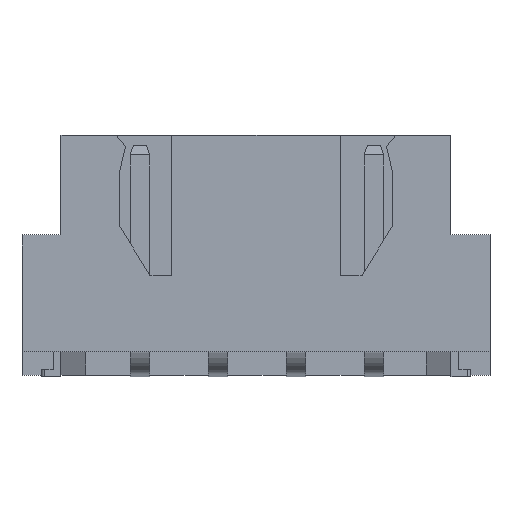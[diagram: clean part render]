
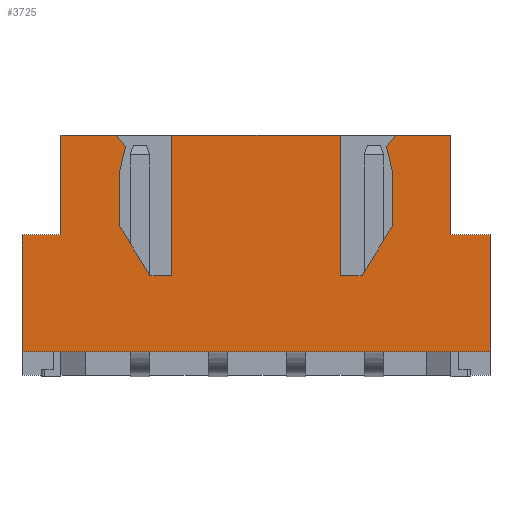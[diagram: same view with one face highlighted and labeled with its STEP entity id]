
A CAD part, front view. The second image highlights one B-rep face of the part: STEP entity #3725.
In plain terms, the highlighted planar face has unit normal (0, -1, 0).
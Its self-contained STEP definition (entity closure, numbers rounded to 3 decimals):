
#111=FACE_OUTER_BOUND('',#313,.T.);
#313=EDGE_LOOP('',(#2483,#2484,#2485,#2486,#2487,#2488,#2489,#2490,#2491,
#2492,#2493,#2494,#2495,#2496,#2497,#2498,#2499,#2500,#2501,#2502,#2503,
#2504));
#511=LINE('',#5182,#1019);
#515=LINE('',#5190,#1023);
#518=LINE('',#5196,#1026);
#521=LINE('',#5202,#1029);
#524=LINE('',#5208,#1032);
#527=LINE('',#5214,#1035);
#530=LINE('',#5221,#1038);
#534=LINE('',#5229,#1042);
#537=LINE('',#5235,#1045);
#540=LINE('',#5241,#1048);
#543=LINE('',#5247,#1051);
#546=LINE('',#5253,#1054);
#549=LINE('',#5259,#1057);
#550=LINE('',#5261,#1058);
#551=LINE('',#5263,#1059);
#552=LINE('',#5265,#1060);
#553=LINE('',#5267,#1061);
#554=LINE('',#5269,#1062);
#555=LINE('',#5271,#1063);
#556=LINE('',#5273,#1064);
#557=LINE('',#5274,#1065);
#558=LINE('',#5275,#1066);
#1019=VECTOR('',#4185,10.);
#1023=VECTOR('',#4191,10.);
#1026=VECTOR('',#4196,10.);
#1029=VECTOR('',#4201,10.);
#1032=VECTOR('',#4206,10.);
#1035=VECTOR('',#4211,10.);
#1038=VECTOR('',#4216,10.);
#1042=VECTOR('',#4222,10.);
#1045=VECTOR('',#4227,10.);
#1048=VECTOR('',#4232,10.);
#1051=VECTOR('',#4237,10.);
#1054=VECTOR('',#4242,10.);
#1057=VECTOR('',#4247,10.);
#1058=VECTOR('',#4248,10.);
#1059=VECTOR('',#4249,10.);
#1060=VECTOR('',#4250,10.);
#1061=VECTOR('',#4251,10.);
#1062=VECTOR('',#4252,10.);
#1063=VECTOR('',#4253,10.);
#1064=VECTOR('',#4254,10.);
#1065=VECTOR('',#4255,10.);
#1066=VECTOR('',#4256,10.);
#1527=VERTEX_POINT('',#5180);
#1528=VERTEX_POINT('',#5181);
#1531=VERTEX_POINT('',#5189);
#1533=VERTEX_POINT('',#5195);
#1535=VERTEX_POINT('',#5201);
#1537=VERTEX_POINT('',#5207);
#1539=VERTEX_POINT('',#5213);
#1541=VERTEX_POINT('',#5219);
#1542=VERTEX_POINT('',#5220);
#1545=VERTEX_POINT('',#5228);
#1547=VERTEX_POINT('',#5234);
#1549=VERTEX_POINT('',#5240);
#1551=VERTEX_POINT('',#5246);
#1553=VERTEX_POINT('',#5252);
#1555=VERTEX_POINT('',#5258);
#1556=VERTEX_POINT('',#5260);
#1557=VERTEX_POINT('',#5262);
#1558=VERTEX_POINT('',#5264);
#1559=VERTEX_POINT('',#5266);
#1560=VERTEX_POINT('',#5268);
#1561=VERTEX_POINT('',#5270);
#1562=VERTEX_POINT('',#5272);
#1887=EDGE_CURVE('',#1527,#1528,#511,.T.);
#1891=EDGE_CURVE('',#1531,#1527,#515,.T.);
#1894=EDGE_CURVE('',#1533,#1531,#518,.T.);
#1897=EDGE_CURVE('',#1535,#1533,#521,.T.);
#1900=EDGE_CURVE('',#1537,#1535,#524,.T.);
#1903=EDGE_CURVE('',#1539,#1537,#527,.T.);
#1906=EDGE_CURVE('',#1541,#1542,#530,.T.);
#1910=EDGE_CURVE('',#1545,#1541,#534,.T.);
#1913=EDGE_CURVE('',#1547,#1545,#537,.T.);
#1916=EDGE_CURVE('',#1549,#1547,#540,.T.);
#1919=EDGE_CURVE('',#1551,#1549,#543,.T.);
#1922=EDGE_CURVE('',#1542,#1553,#546,.T.);
#1925=EDGE_CURVE('',#1555,#1528,#549,.T.);
#1926=EDGE_CURVE('',#1556,#1555,#550,.T.);
#1927=EDGE_CURVE('',#1557,#1556,#551,.T.);
#1928=EDGE_CURVE('',#1558,#1557,#552,.T.);
#1929=EDGE_CURVE('',#1558,#1559,#553,.T.);
#1930=EDGE_CURVE('',#1559,#1560,#554,.T.);
#1931=EDGE_CURVE('',#1561,#1560,#555,.T.);
#1932=EDGE_CURVE('',#1561,#1562,#556,.T.);
#1933=EDGE_CURVE('',#1551,#1562,#557,.T.);
#1934=EDGE_CURVE('',#1539,#1553,#558,.T.);
#2483=ORIENTED_EDGE('',*,*,#1903,.T.);
#2484=ORIENTED_EDGE('',*,*,#1900,.T.);
#2485=ORIENTED_EDGE('',*,*,#1897,.T.);
#2486=ORIENTED_EDGE('',*,*,#1894,.T.);
#2487=ORIENTED_EDGE('',*,*,#1891,.T.);
#2488=ORIENTED_EDGE('',*,*,#1887,.T.);
#2489=ORIENTED_EDGE('',*,*,#1925,.F.);
#2490=ORIENTED_EDGE('',*,*,#1926,.F.);
#2491=ORIENTED_EDGE('',*,*,#1927,.F.);
#2492=ORIENTED_EDGE('',*,*,#1928,.F.);
#2493=ORIENTED_EDGE('',*,*,#1929,.T.);
#2494=ORIENTED_EDGE('',*,*,#1930,.T.);
#2495=ORIENTED_EDGE('',*,*,#1931,.F.);
#2496=ORIENTED_EDGE('',*,*,#1932,.T.);
#2497=ORIENTED_EDGE('',*,*,#1933,.F.);
#2498=ORIENTED_EDGE('',*,*,#1919,.T.);
#2499=ORIENTED_EDGE('',*,*,#1916,.T.);
#2500=ORIENTED_EDGE('',*,*,#1913,.T.);
#2501=ORIENTED_EDGE('',*,*,#1910,.T.);
#2502=ORIENTED_EDGE('',*,*,#1906,.T.);
#2503=ORIENTED_EDGE('',*,*,#1922,.T.);
#2504=ORIENTED_EDGE('',*,*,#1934,.F.);
#3543=PLANE('',#3948);
#3725=ADVANCED_FACE('',(#111),#3543,.T.);
#3948=AXIS2_PLACEMENT_3D('',#5257,#4245,#4246);
#4185=DIRECTION('',(-0.642,0.,0.767));
#4191=DIRECTION('',(0.232,0.,0.973));
#4196=DIRECTION('',(0.,0.,1.));
#4201=DIRECTION('',(-0.522,0.,0.853));
#4206=DIRECTION('',(-1.,0.,0.));
#4211=DIRECTION('',(0.,0.,-1.));
#4216=DIRECTION('',(-1.,0.,0.));
#4222=DIRECTION('',(-0.522,0.,-0.853));
#4227=DIRECTION('',(0.,0.,-1.));
#4232=DIRECTION('',(0.232,0.,-0.973));
#4237=DIRECTION('',(-0.642,0.,-0.767));
#4242=DIRECTION('',(0.,0.,1.));
#4245=DIRECTION('center_axis',(0.,-1.,0.));
#4246=DIRECTION('ref_axis',(1.,0.,0.));
#4247=DIRECTION('',(1.,0.,0.));
#4248=DIRECTION('',(0.,0.,1.));
#4249=DIRECTION('',(1.,0.,0.));
#4250=DIRECTION('',(0.,0.,1.));
#4251=DIRECTION('',(1.,0.,0.));
#4252=DIRECTION('',(0.,0.,1.));
#4253=DIRECTION('',(1.,0.,0.));
#4254=DIRECTION('',(0.,0.,1.));
#4255=DIRECTION('',(1.,0.,0.));
#4256=DIRECTION('',(1.,0.,0.));
#5180=CARTESIAN_POINT('',(-4.179,-2.85,7.341));
#5181=CARTESIAN_POINT('',(-4.48,-2.85,7.7));
#5182=CARTESIAN_POINT('',(-2.799,-2.85,5.691));
#5189=CARTESIAN_POINT('',(-4.38,-2.85,6.5));
#5190=CARTESIAN_POINT('',(-5.164,-2.85,3.214));
#5195=CARTESIAN_POINT('',(-4.38,-2.85,4.8));
#5196=CARTESIAN_POINT('',(-4.38,-2.85,2.4));
#5201=CARTESIAN_POINT('',(-3.4,-2.85,3.2));
#5202=CARTESIAN_POINT('',(-3.076,-2.85,2.671));
#5207=CARTESIAN_POINT('',(-2.7,-2.85,3.2));
#5208=CARTESIAN_POINT('',(-4.475,-2.85,3.2));
#5213=CARTESIAN_POINT('',(-2.7,-2.85,7.7));
#5214=CARTESIAN_POINT('',(-2.7,-2.85,3.85));
#5219=CARTESIAN_POINT('',(3.4,-2.85,3.2));
#5220=CARTESIAN_POINT('',(2.7,-2.85,3.2));
#5221=CARTESIAN_POINT('',(-1.425,-2.85,3.2));
#5228=CARTESIAN_POINT('',(4.38,-2.85,4.8));
#5229=CARTESIAN_POINT('',(1.861,-2.85,0.687));
#5234=CARTESIAN_POINT('',(4.38,-2.85,6.5));
#5235=CARTESIAN_POINT('',(4.38,-2.85,3.25));
#5240=CARTESIAN_POINT('',(4.179,-2.85,7.341));
#5241=CARTESIAN_POINT('',(4.727,-2.85,5.045));
#5246=CARTESIAN_POINT('',(4.48,-2.85,7.7));
#5247=CARTESIAN_POINT('',(0.376,-2.85,2.795));
#5252=CARTESIAN_POINT('',(2.7,-2.85,7.7));
#5253=CARTESIAN_POINT('',(2.7,-2.85,1.6));
#5257=CARTESIAN_POINT('Origin',(-6.25,-2.85,0.));
#5258=CARTESIAN_POINT('',(-6.25,-2.85,7.7));
#5259=CARTESIAN_POINT('',(-6.25,-2.85,7.7));
#5260=CARTESIAN_POINT('',(-6.25,-2.85,4.5));
#5261=CARTESIAN_POINT('',(-6.25,-2.85,0.));
#5262=CARTESIAN_POINT('',(-7.5,-2.85,4.5));
#5263=CARTESIAN_POINT('',(-6.25,-2.85,4.5));
#5264=CARTESIAN_POINT('',(-7.5,-2.85,0.76));
#5265=CARTESIAN_POINT('',(-7.5,-2.85,0.));
#5266=CARTESIAN_POINT('',(7.5,-2.85,0.76));
#5267=CARTESIAN_POINT('',(-6.875,-2.85,0.76));
#5268=CARTESIAN_POINT('',(7.5,-2.85,4.5));
#5269=CARTESIAN_POINT('',(7.5,-2.85,0.));
#5270=CARTESIAN_POINT('',(6.25,-2.85,4.5));
#5271=CARTESIAN_POINT('',(6.25,-2.85,4.5));
#5272=CARTESIAN_POINT('',(6.25,-2.85,7.7));
#5273=CARTESIAN_POINT('',(6.25,-2.85,0.));
#5274=CARTESIAN_POINT('',(-6.25,-2.85,7.7));
#5275=CARTESIAN_POINT('',(-6.25,-2.85,7.7));
